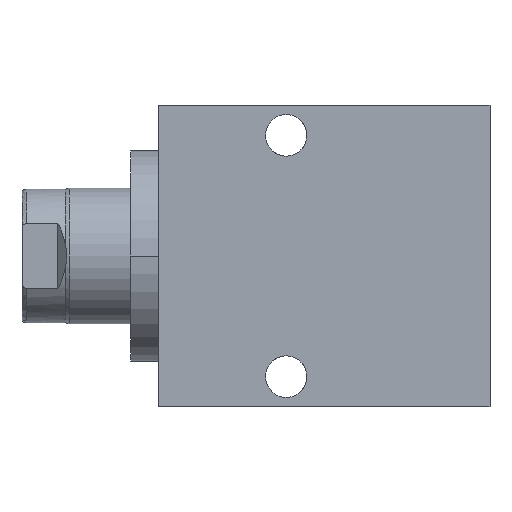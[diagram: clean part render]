
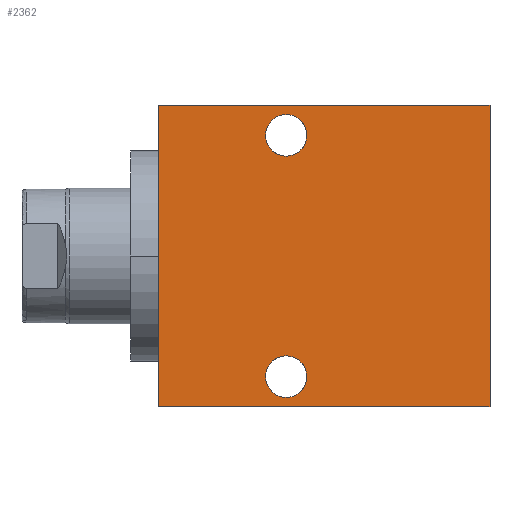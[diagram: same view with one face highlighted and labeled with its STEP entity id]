
A CAD part, front view. The second image highlights one B-rep face of the part: STEP entity #2362.
In plain terms, the highlighted planar face has unit normal (0, -1, 0).
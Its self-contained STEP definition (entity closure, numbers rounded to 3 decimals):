
#506=DIRECTION('',(0.,0.,-1.));
#507=VECTOR('',#506,63.5);
#508=CARTESIAN_POINT('',(0.,-25.4,31.75));
#509=LINE('',#508,#507);
#663=DIRECTION('',(1.,0.,0.));
#664=VECTOR('',#663,69.723);
#665=CARTESIAN_POINT('',(0.,-25.4,31.75));
#666=LINE('',#665,#664);
#670=CARTESIAN_POINT('',(26.797,-25.4,25.4));
#671=DIRECTION('',(0.,-1.,0.));
#672=DIRECTION('',(1.,0.,0.));
#673=AXIS2_PLACEMENT_3D('',#670,#671,#672);
#678=CARTESIAN_POINT('',(26.797,-25.4,25.4));
#679=DIRECTION('',(0.,-1.,0.));
#680=DIRECTION('',(-1.,0.,0.));
#681=AXIS2_PLACEMENT_3D('',#678,#679,#680);
#686=CARTESIAN_POINT('',(26.797,-25.4,-25.4));
#687=DIRECTION('',(0.,-1.,0.));
#688=DIRECTION('',(1.,0.,0.));
#689=AXIS2_PLACEMENT_3D('',#686,#687,#688);
#694=CARTESIAN_POINT('',(26.797,-25.4,-25.4));
#695=DIRECTION('',(0.,-1.,0.));
#696=DIRECTION('',(-1.,0.,0.));
#697=AXIS2_PLACEMENT_3D('',#694,#695,#696);
#723=DIRECTION('',(0.,0.,-1.));
#724=VECTOR('',#723,63.5);
#725=CARTESIAN_POINT('',(69.723,-25.4,31.75));
#726=LINE('',#725,#724);
#778=DIRECTION('',(1.,0.,0.));
#779=VECTOR('',#778,69.723);
#780=CARTESIAN_POINT('',(0.,-25.4,-31.75));
#781=LINE('',#780,#779);
#1521=CARTESIAN_POINT('',(0.,-25.4,31.75));
#1523=VERTEX_POINT('',#1521);
#1524=CARTESIAN_POINT('',(0.,-25.4,-31.75));
#1525=VERTEX_POINT('',#1524);
#1529=CARTESIAN_POINT('',(69.723,-25.4,31.75));
#1531=VERTEX_POINT('',#1529);
#1532=CARTESIAN_POINT('',(69.723,-25.4,-31.75));
#1533=VERTEX_POINT('',#1532);
#1544=CARTESIAN_POINT('',(31.166,-25.4,25.4));
#1545=CARTESIAN_POINT('',(22.428,-25.4,25.4));
#1546=VERTEX_POINT('',#1544);
#1547=VERTEX_POINT('',#1545);
#1560=CARTESIAN_POINT('',(31.166,-25.4,-25.4));
#1561=CARTESIAN_POINT('',(22.428,-25.4,-25.4));
#1562=VERTEX_POINT('',#1560);
#1563=VERTEX_POINT('',#1561);
#2338=CARTESIAN_POINT('',(0.,-25.4,31.75));
#2339=DIRECTION('',(0.,-1.,0.));
#2340=DIRECTION('',(0.,0.,-1.));
#2341=AXIS2_PLACEMENT_3D('',#2338,#2339,#2340);
#2342=PLANE('',#2341);
#2343=ORIENTED_EDGE('',*,*,#2240,.F.);
#2344=ORIENTED_EDGE('',*,*,#2276,.T.);
#2346=ORIENTED_EDGE('',*,*,#2345,.T.);
#2348=ORIENTED_EDGE('',*,*,#2347,.F.);
#2349=EDGE_LOOP('',(#2343,#2344,#2346,#2348));
#2350=FACE_OUTER_BOUND('',#2349,.F.);
#2351=ORIENTED_EDGE('',*,*,#2320,.T.);
#2353=ORIENTED_EDGE('',*,*,#2352,.T.);
#2354=EDGE_LOOP('',(#2351,#2353));
#2355=FACE_BOUND('',#2354,.F.);
#2357=ORIENTED_EDGE('',*,*,#2356,.T.);
#2359=ORIENTED_EDGE('',*,*,#2358,.T.);
#2360=EDGE_LOOP('',(#2357,#2359));
#2361=FACE_BOUND('',#2360,.F.);
#2362=ADVANCED_FACE('',(#2350,#2355,#2361),#2342,.T.);
#674=CIRCLE('',#673,4.369);
#682=CIRCLE('',#681,4.369);
#690=CIRCLE('',#689,4.369);
#698=CIRCLE('',#697,4.369);
#2240=EDGE_CURVE('',#1523,#1525,#509,.T.);
#2276=EDGE_CURVE('',#1523,#1531,#666,.T.);
#2320=EDGE_CURVE('',#1546,#1547,#674,.T.);
#2345=EDGE_CURVE('',#1531,#1533,#726,.T.);
#2347=EDGE_CURVE('',#1525,#1533,#781,.T.);
#2352=EDGE_CURVE('',#1547,#1546,#682,.T.);
#2356=EDGE_CURVE('',#1562,#1563,#690,.T.);
#2358=EDGE_CURVE('',#1563,#1562,#698,.T.);
